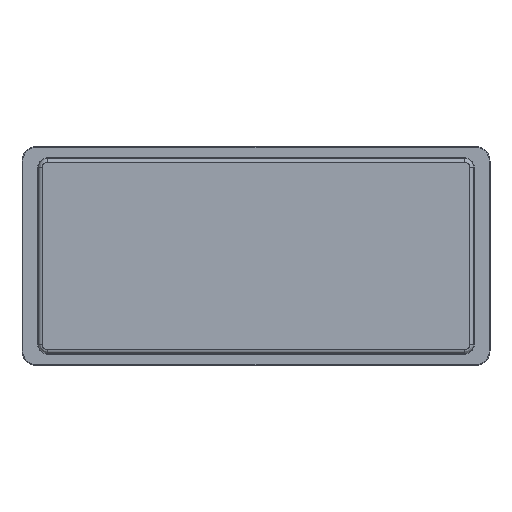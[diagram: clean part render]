
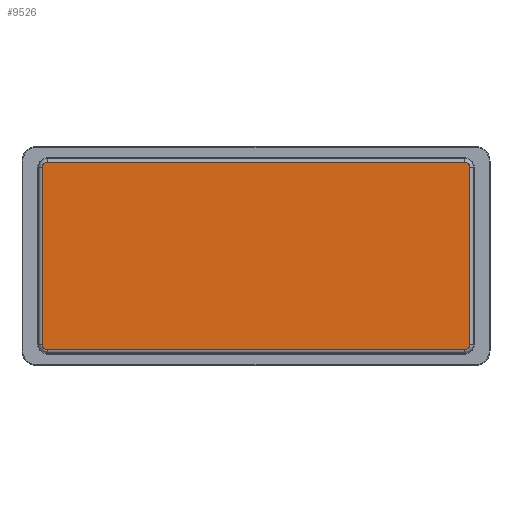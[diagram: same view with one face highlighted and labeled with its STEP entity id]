
A CAD part, front view. The second image highlights one B-rep face of the part: STEP entity #9526.
In plain terms, the highlighted planar face has unit normal (0, -1, 0).
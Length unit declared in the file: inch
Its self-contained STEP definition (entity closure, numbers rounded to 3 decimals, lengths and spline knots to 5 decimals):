
#1575=DIRECTION('',(-1.,0.,0.));
#1576=VECTOR('',#1575,28.50427);
#1577=CARTESIAN_POINT('',(14.25213,-7.5,6.39704));
#1578=LINE('',#1577,#1576);
#1593=CARTESIAN_POINT('',(14.59704,-7.5,-6.05213));
#1594=CARTESIAN_POINT('',(14.59704,-7.5,-6.06036));
#1595=CARTESIAN_POINT('',(14.59645,-7.5,-6.07676));
#1596=CARTESIAN_POINT('',(14.59382,-7.5,-6.10127));
#1597=CARTESIAN_POINT('',(14.58945,-7.5,-6.12552));
#1598=CARTESIAN_POINT('',(14.58335,-7.5,-6.1494));
#1599=CARTESIAN_POINT('',(14.57557,-7.5,-6.17279));
#1600=CARTESIAN_POINT('',(14.56614,-7.5,-6.19555));
#1601=CARTESIAN_POINT('',(14.55511,-7.5,-6.21759));
#1602=CARTESIAN_POINT('',(14.54254,-7.5,-6.23878));
#1603=CARTESIAN_POINT('',(14.52849,-7.5,-6.25902));
#1604=CARTESIAN_POINT('',(14.51303,-7.5,-6.27821));
#1605=CARTESIAN_POINT('',(14.49624,-7.5,-6.29624));
#1606=CARTESIAN_POINT('',(14.4782,-7.5,-6.31303));
#1607=CARTESIAN_POINT('',(14.45902,-7.5,-6.32849));
#1608=CARTESIAN_POINT('',(14.43878,-7.5,-6.34254));
#1609=CARTESIAN_POINT('',(14.41759,-7.5,-6.35511));
#1610=CARTESIAN_POINT('',(14.39555,-7.5,-6.36614));
#1611=CARTESIAN_POINT('',(14.37278,-7.5,-6.37557));
#1612=CARTESIAN_POINT('',(14.3494,-7.5,-6.38335));
#1613=CARTESIAN_POINT('',(14.32552,-7.5,-6.38945));
#1614=CARTESIAN_POINT('',(14.30127,-7.5,-6.39382));
#1615=CARTESIAN_POINT('',(14.27676,-7.5,-6.39646));
#1616=CARTESIAN_POINT('',(14.26036,-7.5,-6.39704));
#1617=CARTESIAN_POINT('',(14.25213,-7.5,-6.39704));
#1619=CARTESIAN_POINT('',(-14.59704,-7.5,-6.05213));
#1620=CARTESIAN_POINT('',(-14.59704,-7.5,-6.06036));
#1621=CARTESIAN_POINT('',(-14.59645,-7.5,-6.07676));
#1622=CARTESIAN_POINT('',(-14.59382,-7.5,-6.10127));
#1623=CARTESIAN_POINT('',(-14.58945,-7.5,-6.12552));
#1624=CARTESIAN_POINT('',(-14.58335,-7.5,-6.1494));
#1625=CARTESIAN_POINT('',(-14.57557,-7.5,-6.17279));
#1626=CARTESIAN_POINT('',(-14.56614,-7.5,-6.19555));
#1627=CARTESIAN_POINT('',(-14.55511,-7.5,-6.21759));
#1628=CARTESIAN_POINT('',(-14.54254,-7.5,-6.23878));
#1629=CARTESIAN_POINT('',(-14.52849,-7.5,-6.25902));
#1630=CARTESIAN_POINT('',(-14.51303,-7.5,-6.27821));
#1631=CARTESIAN_POINT('',(-14.49624,-7.5,-6.29624));
#1632=CARTESIAN_POINT('',(-14.4782,-7.5,-6.31303));
#1633=CARTESIAN_POINT('',(-14.45902,-7.5,-6.32849));
#1634=CARTESIAN_POINT('',(-14.43878,-7.5,-6.34254));
#1635=CARTESIAN_POINT('',(-14.41759,-7.5,-6.35511));
#1636=CARTESIAN_POINT('',(-14.39555,-7.5,-6.36614));
#1637=CARTESIAN_POINT('',(-14.37278,-7.5,-6.37557));
#1638=CARTESIAN_POINT('',(-14.3494,-7.5,-6.38335));
#1639=CARTESIAN_POINT('',(-14.32552,-7.5,-6.38945));
#1640=CARTESIAN_POINT('',(-14.30127,-7.5,-6.39382));
#1641=CARTESIAN_POINT('',(-14.27676,-7.5,-6.39646));
#1642=CARTESIAN_POINT('',(-14.26036,-7.5,-6.39704));
#1643=CARTESIAN_POINT('',(-14.25213,-7.5,-6.39704));
#1645=CARTESIAN_POINT('',(-14.59704,-7.5,6.05213));
#1646=CARTESIAN_POINT('',(-14.59704,-7.5,6.06036));
#1647=CARTESIAN_POINT('',(-14.59645,-7.5,6.07676));
#1648=CARTESIAN_POINT('',(-14.59382,-7.5,6.10127));
#1649=CARTESIAN_POINT('',(-14.58945,-7.5,6.12552));
#1650=CARTESIAN_POINT('',(-14.58335,-7.5,6.1494));
#1651=CARTESIAN_POINT('',(-14.57557,-7.5,6.17279));
#1652=CARTESIAN_POINT('',(-14.56614,-7.5,6.19555));
#1653=CARTESIAN_POINT('',(-14.55511,-7.5,6.21759));
#1654=CARTESIAN_POINT('',(-14.54254,-7.5,6.23878));
#1655=CARTESIAN_POINT('',(-14.52849,-7.5,6.25902));
#1656=CARTESIAN_POINT('',(-14.51303,-7.5,6.27821));
#1657=CARTESIAN_POINT('',(-14.49624,-7.5,6.29624));
#1658=CARTESIAN_POINT('',(-14.4782,-7.5,6.31303));
#1659=CARTESIAN_POINT('',(-14.45902,-7.5,6.32849));
#1660=CARTESIAN_POINT('',(-14.43878,-7.5,6.34254));
#1661=CARTESIAN_POINT('',(-14.41759,-7.5,6.35511));
#1662=CARTESIAN_POINT('',(-14.39555,-7.5,6.36614));
#1663=CARTESIAN_POINT('',(-14.37278,-7.5,6.37557));
#1664=CARTESIAN_POINT('',(-14.3494,-7.5,6.38335));
#1665=CARTESIAN_POINT('',(-14.32552,-7.5,6.38945));
#1666=CARTESIAN_POINT('',(-14.30127,-7.5,6.39382));
#1667=CARTESIAN_POINT('',(-14.27676,-7.5,6.39646));
#1668=CARTESIAN_POINT('',(-14.26036,-7.5,6.39704));
#1669=CARTESIAN_POINT('',(-14.25213,-7.5,6.39704));
#1671=CARTESIAN_POINT('',(14.59704,-7.5,6.05213));
#1672=CARTESIAN_POINT('',(14.59704,-7.5,6.06036));
#1673=CARTESIAN_POINT('',(14.59645,-7.5,6.07676));
#1674=CARTESIAN_POINT('',(14.59382,-7.5,6.10127));
#1675=CARTESIAN_POINT('',(14.58945,-7.5,6.12552));
#1676=CARTESIAN_POINT('',(14.58335,-7.5,6.1494));
#1677=CARTESIAN_POINT('',(14.57557,-7.5,6.17279));
#1678=CARTESIAN_POINT('',(14.56614,-7.5,6.19555));
#1679=CARTESIAN_POINT('',(14.55511,-7.5,6.21759));
#1680=CARTESIAN_POINT('',(14.54254,-7.5,6.23878));
#1681=CARTESIAN_POINT('',(14.52849,-7.5,6.25902));
#1682=CARTESIAN_POINT('',(14.51303,-7.5,6.27821));
#1683=CARTESIAN_POINT('',(14.49624,-7.5,6.29624));
#1684=CARTESIAN_POINT('',(14.4782,-7.5,6.31303));
#1685=CARTESIAN_POINT('',(14.45902,-7.5,6.32849));
#1686=CARTESIAN_POINT('',(14.43878,-7.5,6.34254));
#1687=CARTESIAN_POINT('',(14.41759,-7.5,6.35511));
#1688=CARTESIAN_POINT('',(14.39555,-7.5,6.36614));
#1689=CARTESIAN_POINT('',(14.37278,-7.5,6.37557));
#1690=CARTESIAN_POINT('',(14.3494,-7.5,6.38335));
#1691=CARTESIAN_POINT('',(14.32552,-7.5,6.38945));
#1692=CARTESIAN_POINT('',(14.30127,-7.5,6.39382));
#1693=CARTESIAN_POINT('',(14.27676,-7.5,6.39646));
#1694=CARTESIAN_POINT('',(14.26036,-7.5,6.39704));
#1695=CARTESIAN_POINT('',(14.25213,-7.5,6.39704));
#1701=DIRECTION('',(0.,0.,1.));
#1702=VECTOR('',#1701,12.10427);
#1703=CARTESIAN_POINT('',(14.59704,-7.5,-6.05213));
#1704=LINE('',#1703,#1702);
#1910=DIRECTION('',(0.,0.,-1.));
#1911=VECTOR('',#1910,12.10427);
#1912=CARTESIAN_POINT('',(-14.59704,-7.5,6.05213));
#1913=LINE('',#1912,#1911);
#1928=DIRECTION('',(1.,0.,0.));
#1929=VECTOR('',#1928,28.50427);
#1930=CARTESIAN_POINT('',(-14.25213,-7.5,-6.39704));
#1931=LINE('',#1930,#1929);
#6179=VERTEX_POINT('',#1671);
#6180=VERTEX_POINT('',#1695);
#6296=VERTEX_POINT('',#1593);
#6297=VERTEX_POINT('',#1617);
#6413=VERTEX_POINT('',#1619);
#6414=VERTEX_POINT('',#1643);
#6530=VERTEX_POINT('',#1645);
#6531=VERTEX_POINT('',#1669);
#9504=CARTESIAN_POINT('',(0.,-7.5,6.6413));
#9505=DIRECTION('',(0.,-1.,0.));
#9506=DIRECTION('',(0.,0.,-1.));
#9507=AXIS2_PLACEMENT_3D('',#9504,#9505,#9506);
#9508=PLANE('',#9507);
#9510=ORIENTED_EDGE('',*,*,#9509,.F.);
#9512=ORIENTED_EDGE('',*,*,#9511,.T.);
#9514=ORIENTED_EDGE('',*,*,#9513,.F.);
#9516=ORIENTED_EDGE('',*,*,#9515,.F.);
#9518=ORIENTED_EDGE('',*,*,#9517,.F.);
#9520=ORIENTED_EDGE('',*,*,#9519,.T.);
#9521=ORIENTED_EDGE('',*,*,#9494,.F.);
#9523=ORIENTED_EDGE('',*,*,#9522,.F.);
#9524=EDGE_LOOP('',(#9510,#9512,#9514,#9516,#9518,#9520,#9521,#9523));
#9525=FACE_OUTER_BOUND('',#9524,.F.);
#9526=ADVANCED_FACE('',(#9525),#9508,.T.);
#1618=B_SPLINE_CURVE_WITH_KNOTS('',3,(#1593,#1594,#1595,#1596,#1597,#1598,#1599,
#1600,#1601,#1602,#1603,#1604,#1605,#1606,#1607,#1608,#1609,#1610,#1611,#1612,
#1613,#1614,#1615,#1616,#1617),.UNSPECIFIED.,.F.,.F.,(4,1,1,1,1,1,1,1,1,1,1,1,1,
1,1,1,1,1,1,1,1,1,4),(0.,0.04545,0.09091,
0.13636,0.18182,0.22727,0.27273,
0.31818,0.36364,0.40909,0.45455,0.5,
0.54545,0.59091,0.63636,0.68182,
0.72727,0.77273,0.81818,0.86364,
0.90909,0.95455,1.),.UNSPECIFIED.);
#1644=B_SPLINE_CURVE_WITH_KNOTS('',3,(#1619,#1620,#1621,#1622,#1623,#1624,#1625,
#1626,#1627,#1628,#1629,#1630,#1631,#1632,#1633,#1634,#1635,#1636,#1637,#1638,
#1639,#1640,#1641,#1642,#1643),.UNSPECIFIED.,.F.,.F.,(4,1,1,1,1,1,1,1,1,1,1,1,1,
1,1,1,1,1,1,1,1,1,4),(0.,0.04545,0.09091,
0.13636,0.18182,0.22727,0.27273,
0.31818,0.36364,0.40909,0.45455,0.5,
0.54545,0.59091,0.63636,0.68182,
0.72727,0.77273,0.81818,0.86364,
0.90909,0.95455,1.),.UNSPECIFIED.);
#1670=B_SPLINE_CURVE_WITH_KNOTS('',3,(#1645,#1646,#1647,#1648,#1649,#1650,#1651,
#1652,#1653,#1654,#1655,#1656,#1657,#1658,#1659,#1660,#1661,#1662,#1663,#1664,
#1665,#1666,#1667,#1668,#1669),.UNSPECIFIED.,.F.,.F.,(4,1,1,1,1,1,1,1,1,1,1,1,1,
1,1,1,1,1,1,1,1,1,4),(0.,0.04545,0.09091,
0.13636,0.18182,0.22727,0.27273,
0.31818,0.36364,0.40909,0.45455,0.5,
0.54545,0.59091,0.63636,0.68182,
0.72727,0.77273,0.81818,0.86364,
0.90909,0.95455,1.),.UNSPECIFIED.);
#1696=B_SPLINE_CURVE_WITH_KNOTS('',3,(#1671,#1672,#1673,#1674,#1675,#1676,#1677,
#1678,#1679,#1680,#1681,#1682,#1683,#1684,#1685,#1686,#1687,#1688,#1689,#1690,
#1691,#1692,#1693,#1694,#1695),.UNSPECIFIED.,.F.,.F.,(4,1,1,1,1,1,1,1,1,1,1,1,1,
1,1,1,1,1,1,1,1,1,4),(0.,0.04545,0.09091,
0.13636,0.18182,0.22727,0.27273,
0.31818,0.36364,0.40909,0.45455,0.5,
0.54545,0.59091,0.63636,0.68182,
0.72727,0.77273,0.81818,0.86364,
0.90909,0.95455,1.),.UNSPECIFIED.);
#9494=EDGE_CURVE('',#6180,#6531,#1578,.T.);
#9509=EDGE_CURVE('',#6296,#6179,#1704,.T.);
#9511=EDGE_CURVE('',#6296,#6297,#1618,.T.);
#9513=EDGE_CURVE('',#6414,#6297,#1931,.T.);
#9515=EDGE_CURVE('',#6413,#6414,#1644,.T.);
#9517=EDGE_CURVE('',#6530,#6413,#1913,.T.);
#9519=EDGE_CURVE('',#6530,#6531,#1670,.T.);
#9522=EDGE_CURVE('',#6179,#6180,#1696,.T.);
